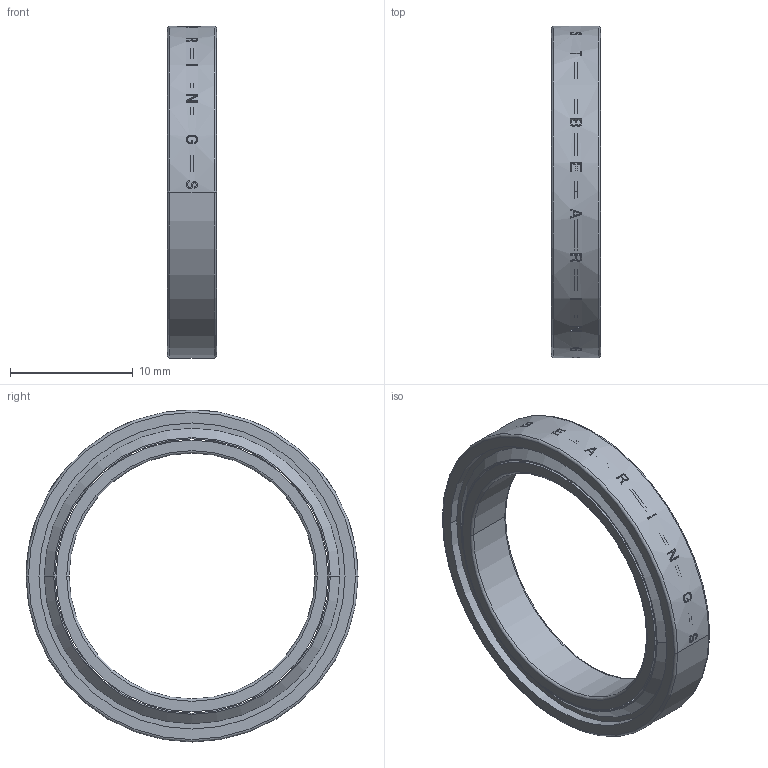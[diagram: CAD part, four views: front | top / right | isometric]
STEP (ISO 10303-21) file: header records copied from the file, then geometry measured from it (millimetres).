
FILE_DESCRIPTION((''),'2;1');
FILE_NAME('6704ZZ','2025-12-14T',('SYSTEM'),(''),'PRO/ENGINEER BY PARAMETRIC TECHNOLOGY CORPORATION, 2016360','PRO/ENGINEER BY PARAMETRIC TECHNOLOGY CORPORATION, 2016360','');
FILE_SCHEMA(('AUTOMOTIVE_DESIGN { 1 0 10303 214 1 1 1 1 }'));
Length unit declared in the file: inch
Products named in the file (1): 6704ZZ
Bounding box: 3.99 x 27 x 27 mm (x, y, z)
Volume: 783.7 mm3; surface area: 2341.5 mm2
Topology: 2 solids, 4 shells, 415 faces, 1150 edges, 722 vertices
Faces by surface type: plane 296, sphere 72, cylinder 31, torus 12, cone 4
Entity records: 13928 total; most frequent: CARTESIAN_POINT 3718, ORIENTED_EDGE 2152, DIRECTION 1880, EDGE_CURVE 1078, VERTEX_POINT 722, AXIS2_PLACEMENT_3D 629, VECTOR 622, LINE 622
